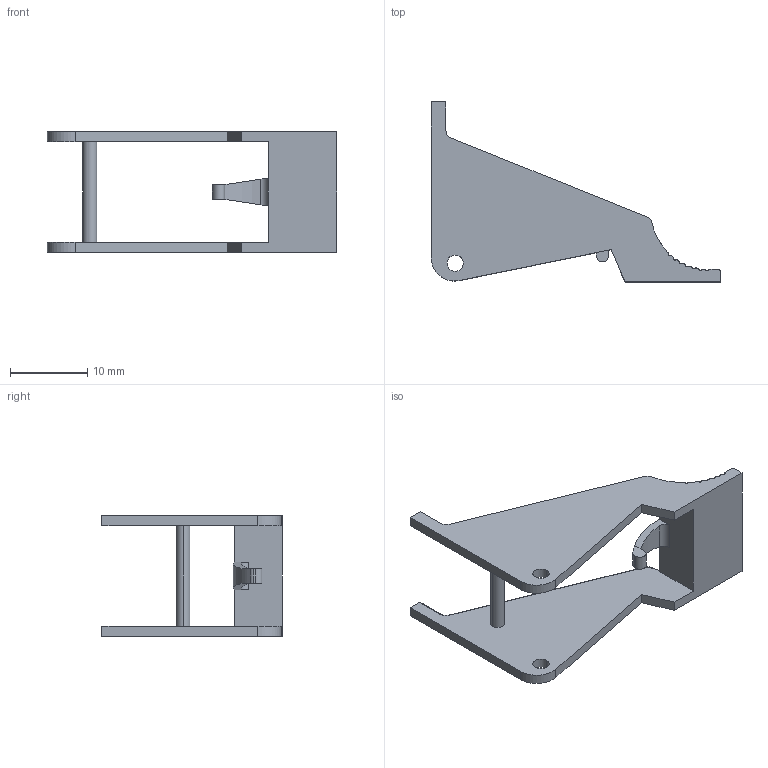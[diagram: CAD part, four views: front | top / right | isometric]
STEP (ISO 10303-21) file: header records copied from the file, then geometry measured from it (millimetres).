
FILE_DESCRIPTION (( 'STEP AP203' ), '1' );
FILE_NAME ('27_14FF-H4.STEP', '2024-12-16T20:07:09', ( '' ), ( '' ), 'SwSTEP 2.0', 'SolidWorks 2022', '' );
FILE_SCHEMA (( 'CONFIG_CONTROL_DESIGN' ));
Length unit declared in the file: millimetre
Products named in the file (1): 27_14FF-H4
Bounding box: 37.5 x 23.33 x 15.6 mm (x, y, z)
Volume: 1359.4 mm3; surface area: 2258.1 mm2
Topology: 1 solids, 1 shells, 87 faces, 243 edges, 158 vertices
Faces by surface type: cylinder 54, plane 27, torus 6
Entity records: 2959 total; most frequent: CARTESIAN_POINT 546, DIRECTION 525, ORIENTED_EDGE 486, EDGE_CURVE 243, AXIS2_PLACEMENT_3D 202, VERTEX_POINT 158, VECTOR 121, LINE 121
